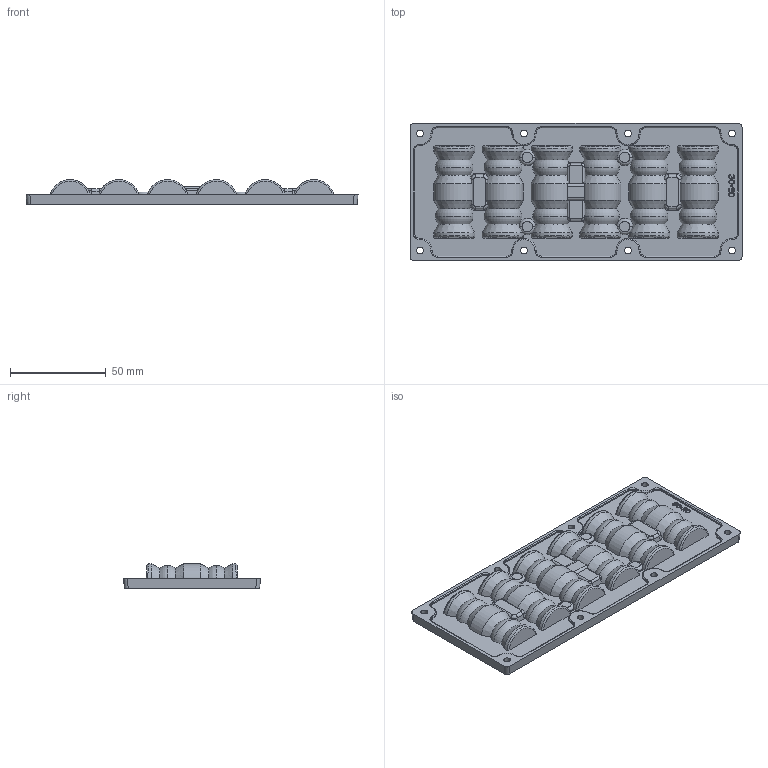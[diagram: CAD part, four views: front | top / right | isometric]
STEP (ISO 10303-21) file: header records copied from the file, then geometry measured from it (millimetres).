
FILE_DESCRIPTION((''),'2;1');
FILE_NAME('2X6_30110-2022_5_11','2022-10-13T16:13:25',('Administrator'),(''),'CREO PARAMETRIC BY PTC INC, 2018020','CREO PARAMETRIC BY PTC INC, 2018020','');
FILE_SCHEMA(('CONFIG_CONTROL_DESIGN'));
Length unit declared in the file: millimetre
Products named in the file (1): 2X6_30110-2022_5_11
Bounding box: 173 x 71.4 x 12.8 mm (x, y, z)
Volume: 48129.8 mm3; surface area: 39097 mm2
Topology: 1 solids, 1 shells, 880 faces, 2409 edges, 1594 vertices
Faces by surface type: plane 346, cone 158, cylinder 146, torus 78, bspline 76, revolution 76
Entity records: 36308 total; most frequent: CARTESIAN_POINT 14703, ORIENTED_EDGE 4818, DIRECTION 4035, EDGE_CURVE 2409, VERTEX_POINT 1594, AXIS2_PLACEMENT_3D 1431, VECTOR 1097, LINE 1097
